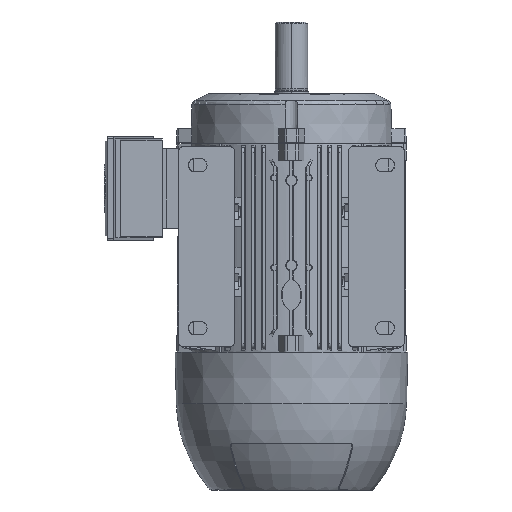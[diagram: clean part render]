
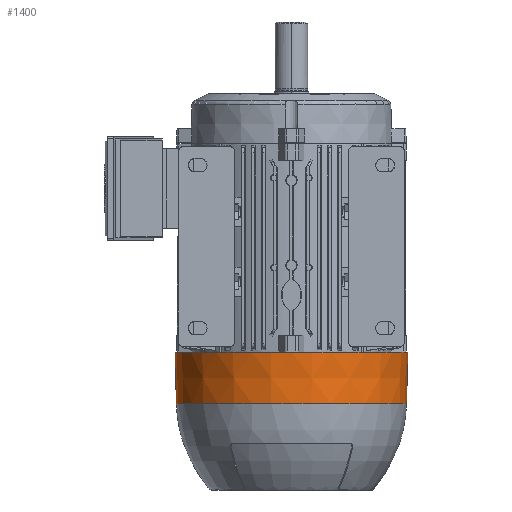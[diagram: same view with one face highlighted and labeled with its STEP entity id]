
A CAD part, front view. The second image highlights one B-rep face of the part: STEP entity #1400.
In plain terms, the highlighted conical face has half-angle 1.5 degrees and reference radius 99.25 mm.
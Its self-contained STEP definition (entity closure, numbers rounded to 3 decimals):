
#128 = CARTESIAN_POINT ( 'NONE',  ( 98.857, 0., 15. ) ) ;
#1400 = ADVANCED_FACE ( 'NONE', ( #26668 ), #18301, .T. ) ;
#1521 = CARTESIAN_POINT ( 'NONE',  ( 100.022, 0., -29.5 ) ) ;
#1866 = DIRECTION ( 'NONE',  ( -0.026, 0., -1. ) ) ;
#7515 = DIRECTION ( 'NONE',  ( 0.026, 0., -1. ) ) ;
#7985 = DIRECTION ( 'NONE',  ( 0., 0., -1. ) ) ;
#9608 = DIRECTION ( 'NONE',  ( -1., 0., 0. ) ) ;
#9895 = DIRECTION ( 'NONE',  ( 0., 0., -1. ) ) ;
#10119 = EDGE_CURVE ( 'NONE', #40444, #48737, #21952, .T. ) ;
#10575 = VERTEX_POINT ( 'NONE', #41821 ) ;
#10626 = CARTESIAN_POINT ( 'NONE',  ( -100.022, 0., -29.5 ) ) ;
#12120 = ORIENTED_EDGE ( 'NONE', *, *, #10119, .F. ) ;
#15347 = EDGE_CURVE ( 'NONE', #10575, #29327, #20378, .T. ) ;
#16576 = CIRCLE ( 'NONE', #18426, 98.857 ) ;
#17311 = EDGE_LOOP ( 'NONE', ( #12120, #19509, #48297, #36081 ) ) ;
#17979 = VECTOR ( 'NONE', #1866, 1000. ) ;
#18301 = CONICAL_SURFACE ( 'NONE', #28465, 99.25, 0.026 ) ;
#18426 = AXIS2_PLACEMENT_3D ( 'NONE', #38502, #56125, #30095 ) ;
#19509 = ORIENTED_EDGE ( 'NONE', *, *, #24615, .T. ) ;
#20378 = LINE ( 'NONE', #33672, #17979 ) ;
#21952 = LINE ( 'NONE', #52884, #46537 ) ;
#24501 = CARTESIAN_POINT ( 'NONE',  ( 0., 0., -29.5 ) ) ;
#24615 = EDGE_CURVE ( 'NONE', #40444, #10575, #16576, .T. ) ;
#26668 = FACE_OUTER_BOUND ( 'NONE', #17311, .T. ) ;
#28465 = AXIS2_PLACEMENT_3D ( 'NONE', #31006, #9895, #9608 ) ;
#29327 = VERTEX_POINT ( 'NONE', #10626 ) ;
#29501 = EDGE_CURVE ( 'NONE', #48737, #29327, #32046, .T. ) ;
#30095 = DIRECTION ( 'NONE',  ( -1., 0., 0. ) ) ;
#31006 = CARTESIAN_POINT ( 'NONE',  ( 0., 0., 0. ) ) ;
#32046 = CIRCLE ( 'NONE', #38397, 100.022 ) ;
#33672 = CARTESIAN_POINT ( 'NONE',  ( -99.25, 0., 0. ) ) ;
#36081 = ORIENTED_EDGE ( 'NONE', *, *, #29501, .F. ) ;
#37804 = DIRECTION ( 'NONE',  ( -1., 0., 0. ) ) ;
#38397 = AXIS2_PLACEMENT_3D ( 'NONE', #24501, #7985, #37804 ) ;
#38502 = CARTESIAN_POINT ( 'NONE',  ( 0., 0., 15. ) ) ;
#40444 = VERTEX_POINT ( 'NONE', #128 ) ;
#41821 = CARTESIAN_POINT ( 'NONE',  ( -98.857, 0., 15. ) ) ;
#46537 = VECTOR ( 'NONE', #7515, 1000. ) ;
#48297 = ORIENTED_EDGE ( 'NONE', *, *, #15347, .T. ) ;
#48737 = VERTEX_POINT ( 'NONE', #1521 ) ;
#52884 = CARTESIAN_POINT ( 'NONE',  ( 99.25, 0., 0. ) ) ;
#56125 = DIRECTION ( 'NONE',  ( 0., 0., -1. ) ) ;
